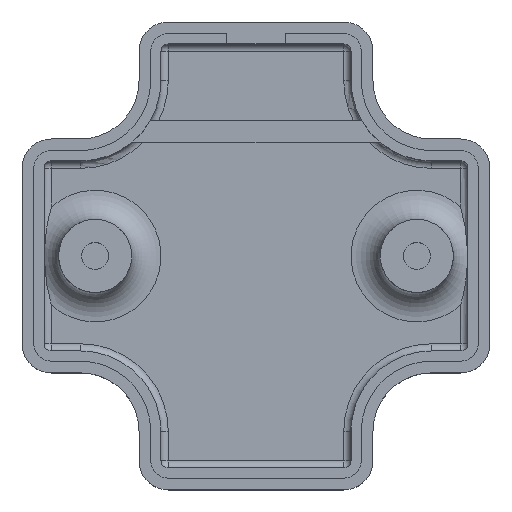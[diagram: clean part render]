
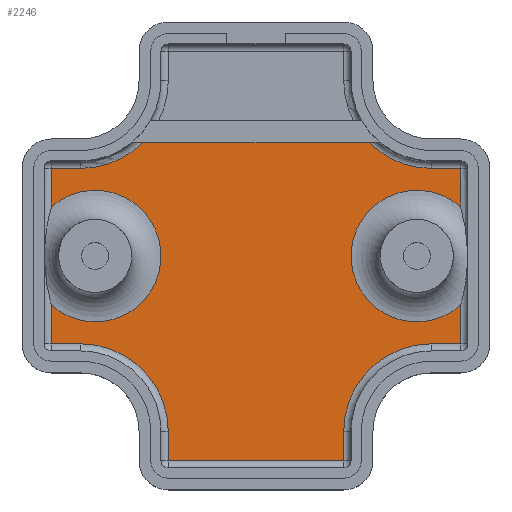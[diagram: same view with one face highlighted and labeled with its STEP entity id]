
A CAD part, top view. The second image highlights one B-rep face of the part: STEP entity #2246.
In plain terms, the highlighted planar face has unit normal (0, 0, 1).
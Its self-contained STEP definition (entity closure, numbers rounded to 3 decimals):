
#127=CIRCLE('',#2397,6.);
#131=CIRCLE('',#2403,6.);
#133=CIRCLE('',#2406,4.5);
#134=CIRCLE('',#2407,6.);
#135=CIRCLE('',#2408,6.);
#136=CIRCLE('',#2409,4.5);
#273=FACE_OUTER_BOUND('',#417,.T.);
#417=EDGE_LOOP('',(#1540,#1541,#1542,#1543,#1544,#1545,#1546,#1547,#1548,
#1549,#1550,#1551,#1552,#1553,#1554,#1555,#1556,#1557));
#566=LINE('',#3468,#756);
#576=LINE('',#3568,#766);
#577=LINE('',#3570,#767);
#578=LINE('',#3574,#768);
#579=LINE('',#3576,#769);
#580=LINE('',#3580,#770);
#581=LINE('',#3582,#771);
#582=LINE('',#3584,#772);
#583=LINE('',#3588,#773);
#584=LINE('',#3590,#774);
#585=LINE('',#3594,#775);
#586=LINE('',#3595,#776);
#756=VECTOR('',#2679,15.521);
#766=VECTOR('',#2729,2.);
#767=VECTOR('',#2730,2.646);
#768=VECTOR('',#2733,2.646);
#769=VECTOR('',#2734,2.);
#770=VECTOR('',#2737,2.);
#771=VECTOR('',#2738,12.);
#772=VECTOR('',#2739,2.);
#773=VECTOR('',#2742,2.);
#774=VECTOR('',#2743,2.646);
#775=VECTOR('',#2746,2.646);
#776=VECTOR('',#2747,2.);
#952=VERTEX_POINT('',#3449);
#954=VERTEX_POINT('',#3467);
#969=VERTEX_POINT('',#3553);
#972=VERTEX_POINT('',#3563);
#973=VERTEX_POINT('',#3567);
#974=VERTEX_POINT('',#3569);
#975=VERTEX_POINT('',#3571);
#976=VERTEX_POINT('',#3573);
#977=VERTEX_POINT('',#3575);
#978=VERTEX_POINT('',#3577);
#979=VERTEX_POINT('',#3579);
#980=VERTEX_POINT('',#3581);
#981=VERTEX_POINT('',#3583);
#982=VERTEX_POINT('',#3585);
#983=VERTEX_POINT('',#3587);
#984=VERTEX_POINT('',#3589);
#985=VERTEX_POINT('',#3591);
#986=VERTEX_POINT('',#3593);
#1163=EDGE_CURVE('',#954,#952,#566,.T.);
#1183=EDGE_CURVE('',#952,#969,#127,.T.);
#1187=EDGE_CURVE('',#972,#954,#131,.T.);
#1189=EDGE_CURVE('',#969,#973,#576,.T.);
#1190=EDGE_CURVE('',#973,#974,#577,.T.);
#1191=EDGE_CURVE('',#975,#974,#133,.T.);
#1192=EDGE_CURVE('',#975,#976,#578,.T.);
#1193=EDGE_CURVE('',#976,#977,#579,.T.);
#1194=EDGE_CURVE('',#977,#978,#134,.T.);
#1195=EDGE_CURVE('',#978,#979,#580,.T.);
#1196=EDGE_CURVE('',#979,#980,#581,.T.);
#1197=EDGE_CURVE('',#980,#981,#582,.T.);
#1198=EDGE_CURVE('',#981,#982,#135,.T.);
#1199=EDGE_CURVE('',#982,#983,#583,.T.);
#1200=EDGE_CURVE('',#983,#984,#584,.T.);
#1201=EDGE_CURVE('',#985,#984,#136,.T.);
#1202=EDGE_CURVE('',#985,#986,#585,.T.);
#1203=EDGE_CURVE('',#986,#972,#586,.T.);
#1540=ORIENTED_EDGE('',*,*,#1163,.T.);
#1541=ORIENTED_EDGE('',*,*,#1183,.T.);
#1542=ORIENTED_EDGE('',*,*,#1189,.T.);
#1543=ORIENTED_EDGE('',*,*,#1190,.T.);
#1544=ORIENTED_EDGE('',*,*,#1191,.F.);
#1545=ORIENTED_EDGE('',*,*,#1192,.T.);
#1546=ORIENTED_EDGE('',*,*,#1193,.T.);
#1547=ORIENTED_EDGE('',*,*,#1194,.T.);
#1548=ORIENTED_EDGE('',*,*,#1195,.T.);
#1549=ORIENTED_EDGE('',*,*,#1196,.T.);
#1550=ORIENTED_EDGE('',*,*,#1197,.T.);
#1551=ORIENTED_EDGE('',*,*,#1198,.T.);
#1552=ORIENTED_EDGE('',*,*,#1199,.T.);
#1553=ORIENTED_EDGE('',*,*,#1200,.T.);
#1554=ORIENTED_EDGE('',*,*,#1201,.F.);
#1555=ORIENTED_EDGE('',*,*,#1202,.T.);
#1556=ORIENTED_EDGE('',*,*,#1203,.T.);
#1557=ORIENTED_EDGE('',*,*,#1187,.T.);
#2191=PLANE('',#2405);
#2246=ADVANCED_FACE('',(#273),#2191,.T.);
#2397=AXIS2_PLACEMENT_3D('',#3555,#2711,#2712);
#2403=AXIS2_PLACEMENT_3D('',#3564,#2723,#2724);
#2405=AXIS2_PLACEMENT_3D('',#3566,#2727,#2728);
#2406=AXIS2_PLACEMENT_3D('',#3572,#2731,#2732);
#2407=AXIS2_PLACEMENT_3D('',#3578,#2735,#2736);
#2408=AXIS2_PLACEMENT_3D('',#3586,#2740,#2741);
#2409=AXIS2_PLACEMENT_3D('',#3592,#2744,#2745);
#2679=DIRECTION('',(-1.,0.,0.));
#2711=DIRECTION('center_axis',(0.,0.,-1.));
#2712=DIRECTION('ref_axis',(0.707,-0.707,0.));
#2723=DIRECTION('center_axis',(0.,0.,-1.));
#2724=DIRECTION('ref_axis',(-0.707,-0.707,0.));
#2727=DIRECTION('center_axis',(0.,0.,1.));
#2728=DIRECTION('ref_axis',(1.,0.,0.));
#2729=DIRECTION('',(-1.,0.,0.));
#2730=DIRECTION('',(0.,-1.,0.));
#2731=DIRECTION('center_axis',(0.,0.,1.));
#2732=DIRECTION('ref_axis',(-1.,0.,0.));
#2733=DIRECTION('',(0.,-1.,0.));
#2734=DIRECTION('',(1.,0.,0.));
#2735=DIRECTION('center_axis',(0.,0.,-1.));
#2736=DIRECTION('ref_axis',(0.707,0.707,0.));
#2737=DIRECTION('',(0.,-1.,0.));
#2738=DIRECTION('',(1.,0.,0.));
#2739=DIRECTION('',(0.,1.,0.));
#2740=DIRECTION('center_axis',(0.,0.,-1.));
#2741=DIRECTION('ref_axis',(-0.707,0.707,0.));
#2742=DIRECTION('',(1.,0.,0.));
#2743=DIRECTION('',(0.,1.,0.));
#2744=DIRECTION('center_axis',(0.,0.,1.));
#2745=DIRECTION('ref_axis',(-1.,0.,0.));
#2746=DIRECTION('',(0.,1.,0.));
#2747=DIRECTION('',(-1.,0.,0.));
#3449=CARTESIAN_POINT('',(8.239,23.754,1.5));
#3467=CARTESIAN_POINT('',(23.761,23.754,1.5));
#3468=CARTESIAN_POINT('',(12.12,23.754,1.5));
#3553=CARTESIAN_POINT('',(4.,22.,1.5));
#3555=CARTESIAN_POINT('Origin',(4.,28.,1.5));
#3563=CARTESIAN_POINT('',(28.,22.,1.5));
#3564=CARTESIAN_POINT('Origin',(28.,28.,1.5));
#3566=CARTESIAN_POINT('Origin',(16.,15.516,1.5));
#3567=CARTESIAN_POINT('',(2.,22.,1.5));
#3568=CARTESIAN_POINT('',(10.,22.,1.5));
#3569=CARTESIAN_POINT('',(2.,19.354,1.5));
#3570=CARTESIAN_POINT('',(2.,18.758,1.5));
#3571=CARTESIAN_POINT('',(2.,12.646,1.5));
#3572=CARTESIAN_POINT('Origin',(5.,16.,1.5));
#3573=CARTESIAN_POINT('',(2.,10.,1.5));
#3574=CARTESIAN_POINT('',(2.,18.758,1.5));
#3575=CARTESIAN_POINT('',(4.,10.,1.5));
#3576=CARTESIAN_POINT('',(9.,10.,1.5));
#3577=CARTESIAN_POINT('',(10.,4.,1.5));
#3578=CARTESIAN_POINT('Origin',(4.,4.,1.5));
#3579=CARTESIAN_POINT('',(10.,2.,1.5));
#3580=CARTESIAN_POINT('',(10.,9.758,1.5));
#3581=CARTESIAN_POINT('',(22.,2.,1.5));
#3582=CARTESIAN_POINT('',(13.,2.,1.5));
#3583=CARTESIAN_POINT('',(22.,4.,1.5));
#3584=CARTESIAN_POINT('',(22.,8.758,1.5));
#3585=CARTESIAN_POINT('',(28.,10.,1.5));
#3586=CARTESIAN_POINT('Origin',(28.,4.,1.5));
#3587=CARTESIAN_POINT('',(30.,10.,1.5));
#3588=CARTESIAN_POINT('',(22.,10.,1.5));
#3589=CARTESIAN_POINT('',(30.,12.646,1.5));
#3590=CARTESIAN_POINT('',(30.,12.758,1.5));
#3591=CARTESIAN_POINT('',(30.,19.354,1.5));
#3592=CARTESIAN_POINT('Origin',(27.,16.,1.5));
#3593=CARTESIAN_POINT('',(30.,22.,1.5));
#3594=CARTESIAN_POINT('',(30.,12.758,1.5));
#3595=CARTESIAN_POINT('',(23.,22.,1.5));
